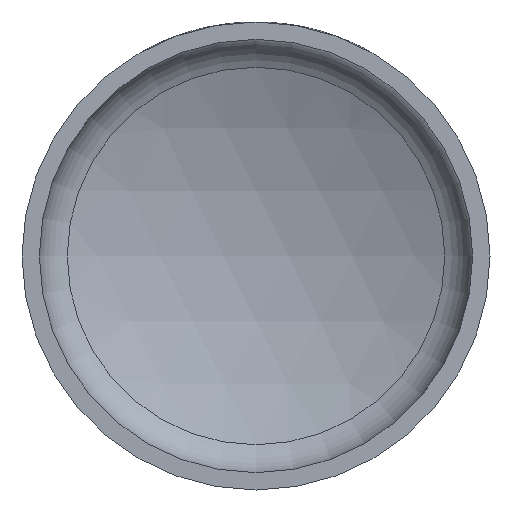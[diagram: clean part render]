
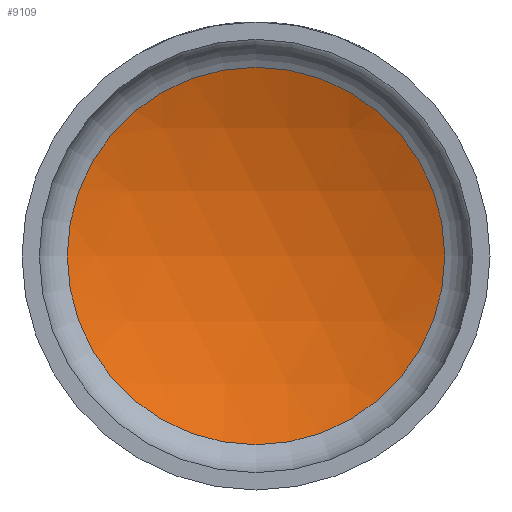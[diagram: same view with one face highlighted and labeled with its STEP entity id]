
A CAD part, front view. The second image highlights one B-rep face of the part: STEP entity #9109.
In plain terms, the highlighted spherical face has radius 54 mm.
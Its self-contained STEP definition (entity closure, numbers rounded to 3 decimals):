
#288 = EDGE_LOOP ( 'NONE', ( #1812 ) ) ;
#431 = CARTESIAN_POINT ( 'NONE',  ( 0., -37.472, 0. ) ) ;
#1812 = ORIENTED_EDGE ( 'NONE', *, *, #11514, .T. ) ;
#3386 = AXIS2_PLACEMENT_3D ( 'NONE', #431, #7004, #11133 ) ;
#4241 = SPHERICAL_SURFACE ( 'NONE', #3386, 54. ) ;
#5880 = FACE_OUTER_BOUND ( 'NONE', #288, .T. ) ;
#7004 = DIRECTION ( 'NONE',  ( 0., 0., 1. ) ) ;
#7224 = DIRECTION ( 'NONE',  ( 0., 0., -1. ) ) ;
#9109 = ADVANCED_FACE ( 'NONE', ( #5880 ), #4241, .F. ) ;
#9855 = CARTESIAN_POINT ( 'NONE',  ( 0., 11.941, -21.778 ) ) ;
#9971 = CIRCLE ( 'NONE', #14128, 21.778 ) ;
#11133 = DIRECTION ( 'NONE',  ( 1., 0., 0. ) ) ;
#11514 = EDGE_CURVE ( 'NONE', #15692, #15692, #9971, .T. ) ;
#14056 = CARTESIAN_POINT ( 'NONE',  ( 0., 11.941, 0. ) ) ;
#14128 = AXIS2_PLACEMENT_3D ( 'NONE', #14056, #16662, #7224 ) ;
#15692 = VERTEX_POINT ( 'NONE', #9855 ) ;
#16662 = DIRECTION ( 'NONE',  ( 0., -1., 0. ) ) ;
